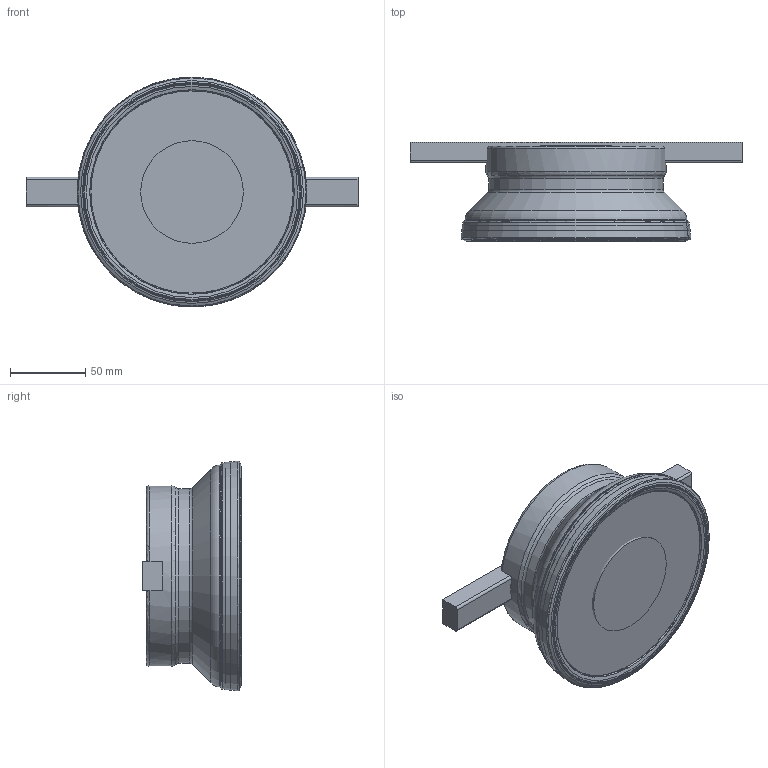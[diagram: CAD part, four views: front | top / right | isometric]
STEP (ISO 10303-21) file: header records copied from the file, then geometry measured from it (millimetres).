
FILE_DESCRIPTION(/* description */ (''),/* implementation_level */ '2;1');
FILE_NAME(/* name */ 'FHF-ENMX09-D600Z14S200I.stp',/* time_stamp */ '2021-10-07T10:31:38+09:00',/* author */ (''),/* organization */ (''),/* preprocessor_version */ 'ST-DEVELOPER v16',/* originating_system */ 'SIEMENS PLM Software NX 10.0',/* authorisation */ '');
FILE_SCHEMA (('CONFIG_CONTROL_DESIGN'));
Length unit declared in the file: millimetre
Products named in the file (2): subtract 6.00---2.00I; TURNING_FHF-ENMX09-D600Z14S200I
Assembly tree (1 placements, depth 2):
  TURNING_FHF-ENMX09-D600Z14S200I
    subtract 6.00---2.00I
Bounding box: 220 x 65.52 x 152.4 mm (x, y, z)
Volume: 976591.4 mm3; surface area: 116952.8 mm2
Topology: 4 solids, 4 shells, 477 faces, 1174 edges, 710 vertices
Faces by surface type: bspline 243, plane 75, cylinder 55, torus 44, cone 32, revolution 24, sphere 4
Full cylindrical faces by diameter (mm): 4 x1, 25 x1, 33 x2, 50.8 x2, 52.8 x2, 65.862 x1, 68 x2, 115.78 x1, 119.38 x1
Entity records: 19236 total; most frequent: CARTESIAN_POINT 10336, ORIENTED_EDGE 2096, DIRECTION 1215, EDGE_CURVE 1048, VERTEX_POINT 666, B_SPLINE_CURVE_WITH_KNOTS 610, EDGE_LOOP 566, AXIS2_PLACEMENT_3D 517
